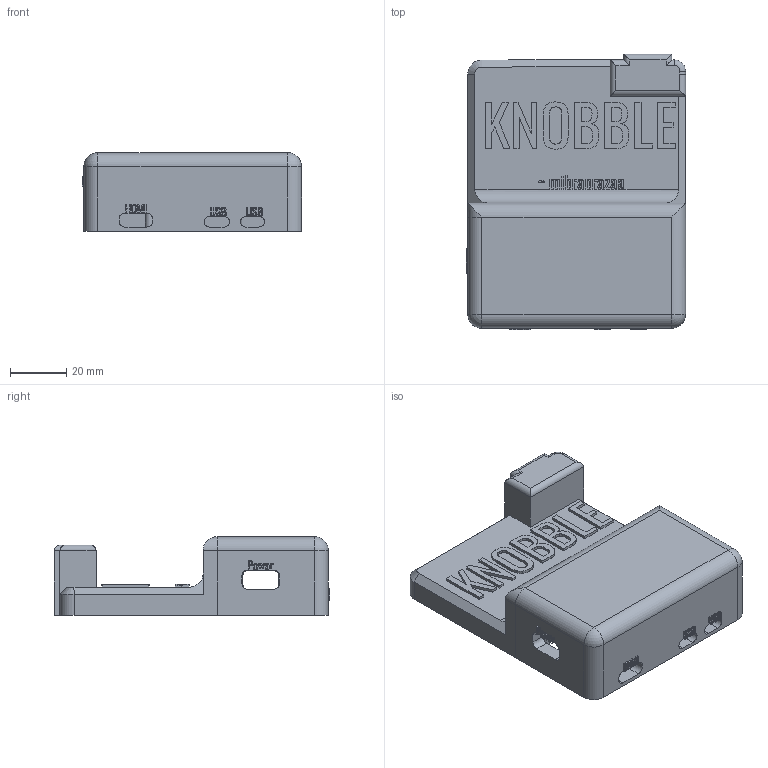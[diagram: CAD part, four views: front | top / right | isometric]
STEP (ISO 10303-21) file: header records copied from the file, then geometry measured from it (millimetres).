
FILE_DESCRIPTION(/* description */ ('STEP AP242','CAx-IF Rec.Pracs.---Representation and Presentation of Product Manufacturing Information (PMI)---4.0---2014-10-13','CAx-IF Rec.Pracs.---3D Tessellated Geometry---0.4---2014-09-14','2;1'),/* implementation_level */ '2;1');
FILE_NAME(/* name */ '68611bee1646844f926604c2',/* time_stamp */ '2025-06-29T10:56:49Z',/* author */ (''),/* organization */ (''),/* preprocessor_version */ 'ST-DEVELOPER v20',/* originating_system */ 'ONSHAPE BY PTC INC, 1.200',/* authorisation */ ' ');
FILE_SCHEMA (('AP242_MANAGED_MODEL_BASED_3D_ENGINEERING_MIM_LF { 1 0 10303 442 1 1 4 }'));
Length unit declared in the file: metre
Products named in the file (1): Part 2
Bounding box: 78.13 x 98.16 x 28 mm (x, y, z)
Volume: 54566.6 mm3; surface area: 31843.5 mm2
Topology: 1 solids, 1 shells, 935 faces, 2608 edges, 1716 vertices
Faces by surface type: plane 400, cylinder 304, bspline 227, sphere 2, cone 1, torus 1
Full cylindrical faces by diameter (mm): 1 x4, 2 x4, 2.526 x1, 2.564 x1, 2.62 x1, 2.624 x1, 2.804 x1, 2.869 x1, 2.886 x1, 2.906 x1, 4.869 x1, 14.027 x1
Entity records: 30720 total; most frequent: CARTESIAN_POINT 7781, ORIENTED_EDGE 5174, DIRECTION 4133, EDGE_CURVE 2587, VERTEX_POINT 1715, LINE 1513, VECTOR 1513, AXIS2_PLACEMENT_3D 1310
